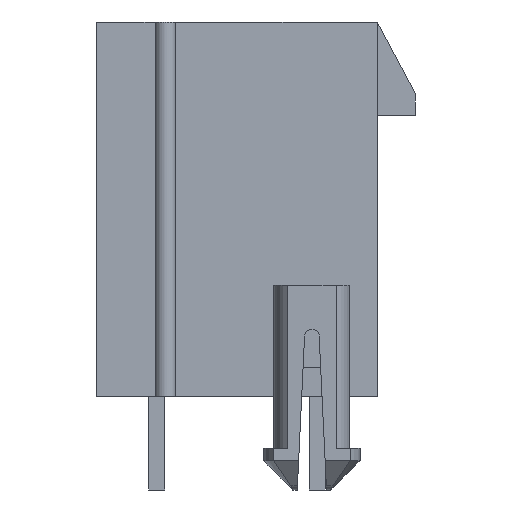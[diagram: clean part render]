
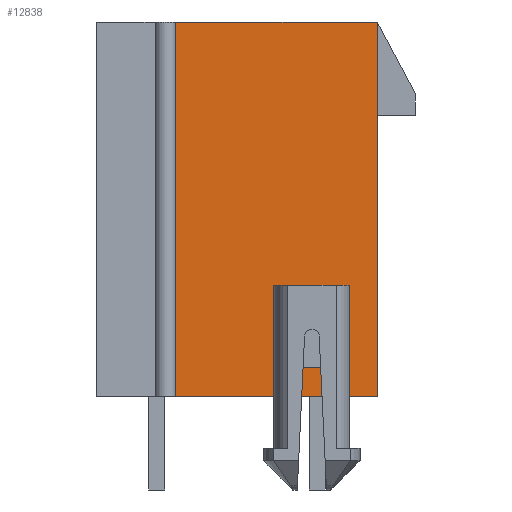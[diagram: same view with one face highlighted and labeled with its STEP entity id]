
A CAD part, left-side view. The second image highlights one B-rep face of the part: STEP entity #12838.
In plain terms, the highlighted planar face has unit normal (-1, 0, 0).
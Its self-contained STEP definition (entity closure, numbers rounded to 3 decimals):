
#495=DIRECTION('',(0.,-1.,0.));
#496=VECTOR('',#495,6.9);
#497=CARTESIAN_POINT('',(-25.75,2.1,-12.8));
#498=LINE('',#497,#496);
#1455=DIRECTION('',(0.,0.,1.));
#1456=VECTOR('',#1455,12.8);
#1457=CARTESIAN_POINT('',(-25.75,-4.8,-12.8));
#1458=LINE('',#1457,#1456);
#1855=DIRECTION('',(0.,-1.,0.));
#1856=VECTOR('',#1855,6.9);
#1857=CARTESIAN_POINT('',(-25.75,2.1,0.));
#1858=LINE('',#1857,#1856);
#4104=DIRECTION('',(0.,0.,1.));
#4105=VECTOR('',#4104,12.8);
#4106=CARTESIAN_POINT('',(-25.75,2.1,-12.8));
#4107=LINE('',#4106,#4105);
#4108=DIRECTION('',(0.,1.,0.));
#4109=VECTOR('',#4108,1.5);
#4110=CARTESIAN_POINT('',(-25.75,-3.31,-9.));
#4111=LINE('',#4110,#4109);
#4112=DIRECTION('',(0.,0.,1.));
#4113=VECTOR('',#4112,2.8);
#4114=CARTESIAN_POINT('',(-25.75,-1.81,-11.8));
#4115=LINE('',#4114,#4113);
#4116=DIRECTION('',(0.,-1.,0.));
#4117=VECTOR('',#4116,1.5);
#4118=CARTESIAN_POINT('',(-25.75,-1.81,-11.8));
#4119=LINE('',#4118,#4117);
#4120=DIRECTION('',(0.,0.,1.));
#4121=VECTOR('',#4120,2.8);
#4122=CARTESIAN_POINT('',(-25.75,-3.31,-11.8));
#4123=LINE('',#4122,#4121);
#5624=CARTESIAN_POINT('',(-25.75,-4.8,-12.8));
#5625=CARTESIAN_POINT('',(-25.75,-4.8,0.));
#5626=VERTEX_POINT('',#5624);
#5627=VERTEX_POINT('',#5625);
#7308=CARTESIAN_POINT('',(-25.75,-3.31,-9.));
#7309=CARTESIAN_POINT('',(-25.75,-1.81,-9.));
#7310=VERTEX_POINT('',#7308);
#7311=VERTEX_POINT('',#7309);
#7312=CARTESIAN_POINT('',(-25.75,-3.31,-11.8));
#7313=VERTEX_POINT('',#7312);
#7314=CARTESIAN_POINT('',(-25.75,-1.81,-11.8));
#7315=VERTEX_POINT('',#7314);
#7400=CARTESIAN_POINT('',(-25.75,2.1,-12.8));
#7401=CARTESIAN_POINT('',(-25.75,2.1,0.));
#7402=VERTEX_POINT('',#7400);
#7403=VERTEX_POINT('',#7401);
#12816=CARTESIAN_POINT('',(-25.75,4.8,-12.8));
#12817=DIRECTION('',(-1.,0.,0.));
#12818=DIRECTION('',(0.,-1.,0.));
#12819=AXIS2_PLACEMENT_3D('',#12816,#12817,#12818);
#12820=PLANE('',#12819);
#12822=ORIENTED_EDGE('',*,*,#12821,.T.);
#12823=ORIENTED_EDGE('',*,*,#8634,.T.);
#12824=ORIENTED_EDGE('',*,*,#8592,.F.);
#12825=ORIENTED_EDGE('',*,*,#7765,.F.);
#12826=EDGE_LOOP('',(#12822,#12823,#12824,#12825));
#12827=FACE_OUTER_BOUND('',#12826,.F.);
#12829=ORIENTED_EDGE('',*,*,#12828,.T.);
#12831=ORIENTED_EDGE('',*,*,#12830,.F.);
#12833=ORIENTED_EDGE('',*,*,#12832,.T.);
#12835=ORIENTED_EDGE('',*,*,#12834,.T.);
#12836=EDGE_LOOP('',(#12829,#12831,#12833,#12835));
#12837=FACE_BOUND('',#12836,.F.);
#7765=EDGE_CURVE('',#7402,#5626,#498,.T.);
#8592=EDGE_CURVE('',#5626,#5627,#1458,.T.);
#8634=EDGE_CURVE('',#7403,#5627,#1858,.T.);
#12821=EDGE_CURVE('',#7402,#7403,#4107,.T.);
#12828=EDGE_CURVE('',#7310,#7311,#4111,.T.);
#12830=EDGE_CURVE('',#7315,#7311,#4115,.T.);
#12832=EDGE_CURVE('',#7315,#7313,#4119,.T.);
#12834=EDGE_CURVE('',#7313,#7310,#4123,.T.);
#12838=ADVANCED_FACE('',(#12827,#12837),#12820,.T.);
